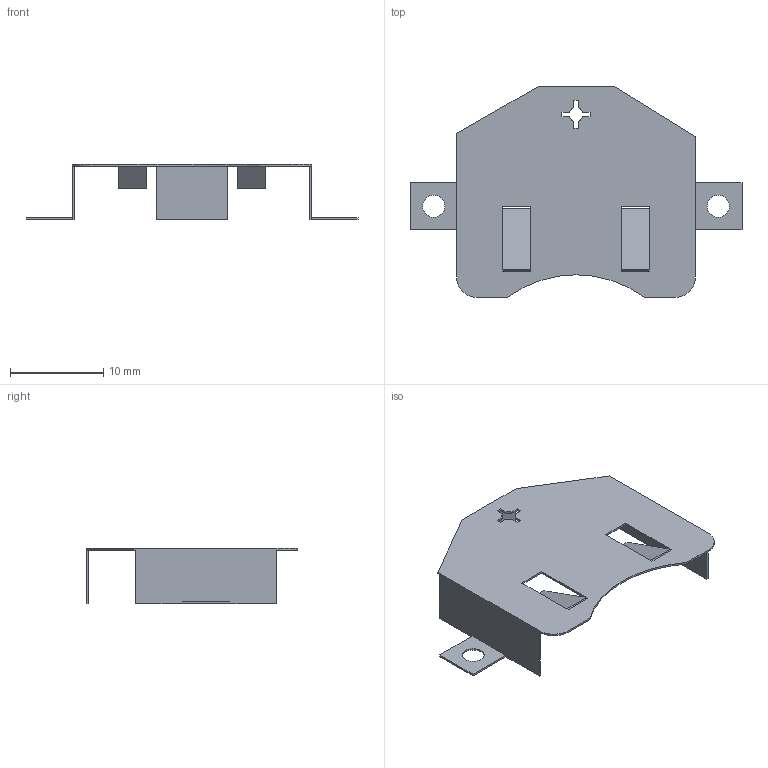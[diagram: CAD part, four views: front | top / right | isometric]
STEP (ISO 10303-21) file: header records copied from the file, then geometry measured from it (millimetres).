
FILE_DESCRIPTION(/* description */ ('model of BatteryHolder_Keystone_3008_1x2450'),/* implementation_level */ '2;1');
FILE_NAME(/* name */ 'BatteryHolder_Keystone_3008_1x2450.step',/* time_stamp */ '2018-12-13T15:58:03',/* author */ ('kicad StepUp','ksu'),/* organization */ ('FreeCAD'),/* preprocessor_version */ 'OCC',/* originating_system */ 'kicad StepUp',/* authorisation */ '');
FILE_SCHEMA(('AUTOMOTIVE_DESIGN { 1 0 10303 214 1 1 1 1 }'));
Length unit declared in the file: millimetre
Products named in the file (1): Keystone_3008_1x2450
Bounding box: 35.56 x 22.61 x 5.94 mm (x, y, z)
Volume: 152.4 mm3; surface area: 1573.7 mm2
Topology: 2 solids, 2 shells, 83 faces, 231 edges, 148 vertices
Faces by surface type: plane 74, cylinder 9
Full cylindrical faces by diameter (mm): 2.36 x2
Entity records: 1781 total; most frequent: ORIENTED_EDGE 362, CARTESIAN_POINT 275, EDGE_CURVE 231, LINE 168, VERTEX_POINT 148, FACE_BOUND 93, EDGE_LOOP 93, ADVANCED_FACE 83
